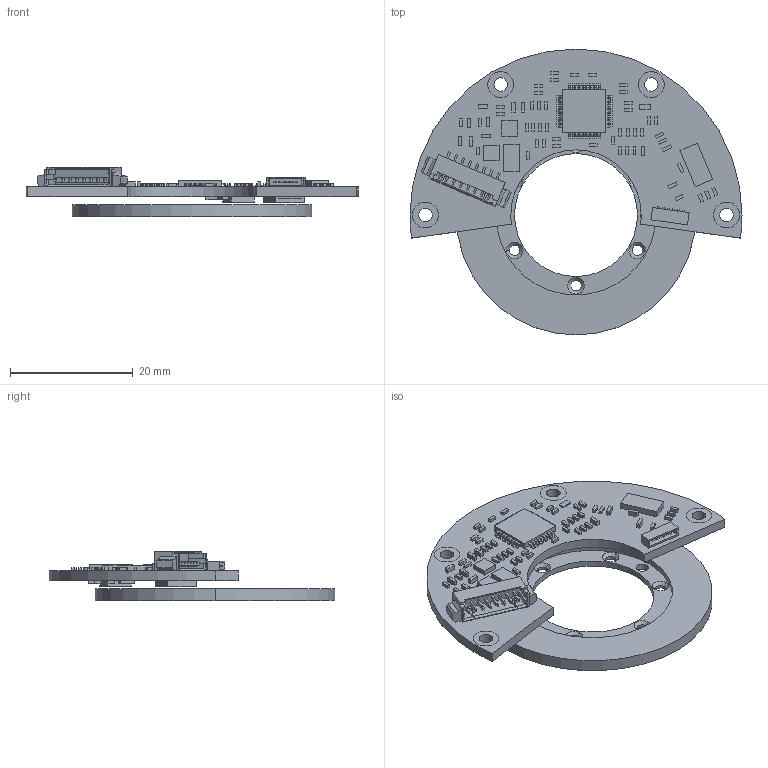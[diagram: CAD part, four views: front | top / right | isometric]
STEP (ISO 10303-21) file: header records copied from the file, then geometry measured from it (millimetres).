
FILE_DESCRIPTION (( 'STEP AP214' ), '1' );
FILE_NAME ('IAM39 20240506¶àÈ¦.STEP', '2024-05-06T06:36:52', ( '' ), ( '' ), 'SwSTEP 2.0', 'SolidWorks 2018', '' );
FILE_SCHEMA (( 'AUTOMOTIVE_DESIGN' ));
Length unit declared in the file: millimetre
Products named in the file (3): IAM39 多圈定子; IAM39 蛌赽; IAM39 20240506多圈
Assembly tree (2 placements, depth 2):
  IAM39 20240506多圈
    IAM39 多圈定子
    IAM39 蛌赽
Bounding box: 54 x 46.5 x 8.1 mm (x, y, z)
Volume: 3446.8 mm3; surface area: 5270.9 mm2
Topology: 24 solids, 24 shells, 1354 faces, 3607 edges, 2370 vertices
Faces by surface type: plane 1142, cylinder 200, cone 12
Entity records: 56611 total; most frequent: CARTESIAN_POINT 7768, ORIENTED_EDGE 7214, DIRECTION 6593, EDGE_CURVE 3607, LINE 3051, VECTOR 3051, VERTEX_POINT 2370, AXIS2_PLACEMENT_3D 1771
